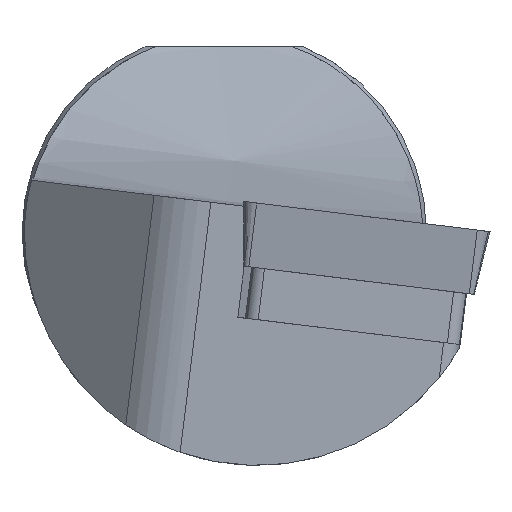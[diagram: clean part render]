
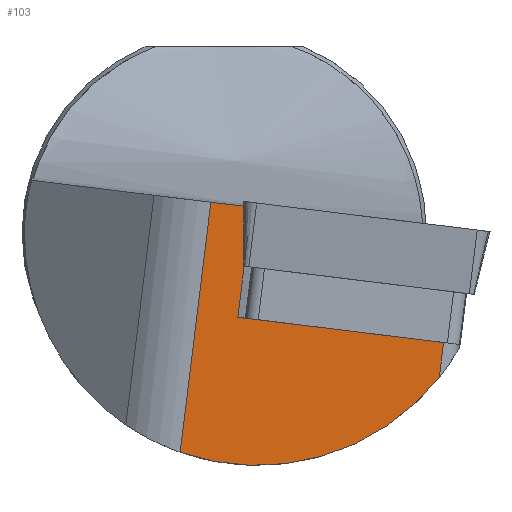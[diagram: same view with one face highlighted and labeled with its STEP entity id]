
A CAD part, left-side view. The second image highlights one B-rep face of the part: STEP entity #103.
In plain terms, the highlighted planar face has unit normal (-1, 0, 0).
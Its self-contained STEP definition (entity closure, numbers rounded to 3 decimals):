
#103=ADVANCED_FACE('',(#165),#143,.F.);
#143=PLANE('',#750);
#165=FACE_OUTER_BOUND('',#204,.T.);
#204=EDGE_LOOP('',(#298,#299,#300,#301,#302,#303,#304,#305));
#241=CIRCLE('',#749,14.375);
#298=ORIENTED_EDGE('',*,*,#534,.F.);
#299=ORIENTED_EDGE('',*,*,#559,.F.);
#300=ORIENTED_EDGE('',*,*,#552,.F.);
#301=ORIENTED_EDGE('',*,*,#549,.F.);
#302=ORIENTED_EDGE('',*,*,#560,.T.);
#303=ORIENTED_EDGE('',*,*,#561,.T.);
#304=ORIENTED_EDGE('',*,*,#562,.F.);
#305=ORIENTED_EDGE('',*,*,#563,.T.);
#468=VERTEX_POINT('',#1007);
#469=VERTEX_POINT('',#1008);
#475=VERTEX_POINT('',#1024);
#482=VERTEX_POINT('',#1042);
#483=VERTEX_POINT('',#1046);
#488=VERTEX_POINT('',#1072);
#489=VERTEX_POINT('',#1074);
#490=VERTEX_POINT('',#1076);
#534=EDGE_CURVE('',#468,#469,#634,.T.);
#549=EDGE_CURVE('',#482,#475,#646,.T.);
#552=EDGE_CURVE('',#475,#483,#649,.T.);
#559=EDGE_CURVE('',#483,#468,#652,.T.);
#560=EDGE_CURVE('',#482,#488,#653,.T.);
#561=EDGE_CURVE('',#488,#489,#241,.T.);
#562=EDGE_CURVE('',#490,#489,#654,.T.);
#563=EDGE_CURVE('',#490,#469,#655,.T.);
#634=LINE('',#1006,#686);
#646=LINE('',#1043,#698);
#649=LINE('',#1048,#701);
#652=LINE('',#1070,#704);
#653=LINE('',#1071,#705);
#654=LINE('',#1075,#706);
#655=LINE('',#1077,#707);
#686=VECTOR('',#814,1.);
#698=VECTOR('',#834,1.);
#701=VECTOR('',#839,1.);
#704=VECTOR('',#852,1.);
#705=VECTOR('',#853,1.);
#706=VECTOR('',#856,1.);
#707=VECTOR('',#857,1.);
#749=AXIS2_PLACEMENT_3D('',#1073,#854,#855);
#750=AXIS2_PLACEMENT_3D('',#1078,#858,#859);
#814=DIRECTION('',(0.,-0.993,-0.122));
#834=DIRECTION('',(0.,-0.993,-0.122));
#839=DIRECTION('',(0.,-0.019,-1.));
#852=DIRECTION('',(0.,0.122,-0.993));
#853=DIRECTION('',(0.,0.122,-0.993));
#854=DIRECTION('',(-1.,0.,0.));
#855=DIRECTION('',(0.,1.,0.));
#856=DIRECTION('',(0.,0.122,-0.993));
#857=DIRECTION('',(0.,0.993,0.122));
#858=DIRECTION('',(1.,0.,0.));
#859=DIRECTION('',(0.,1.,0.));
#1006=CARTESIAN_POINT('',(1.362,-13.549,-6.78));
#1007=CARTESIAN_POINT('',(1.362,-0.835,-5.219));
#1008=CARTESIAN_POINT('',(1.362,-1.571,-5.309));
#1024=CARTESIAN_POINT('',(1.362,-1.412,1.612));
#1042=CARTESIAN_POINT('',(1.362,0.832,1.887));
#1043=CARTESIAN_POINT('',(1.363,-14.384,0.019));
#1046=CARTESIAN_POINT('',(1.362,-1.446,-0.244));
#1048=CARTESIAN_POINT('',(1.362,-1.81,-19.724));
#1070=CARTESIAN_POINT('',(1.362,-2.663,9.669));
#1071=CARTESIAN_POINT('',(1.362,3.233,-17.666));
#1072=CARTESIAN_POINT('',(1.362,2.729,-13.566));
#1073=CARTESIAN_POINT('',(1.362,-2.025,0.));
#1074=CARTESIAN_POINT('',(1.362,-13.285,-8.937));
#1075=CARTESIAN_POINT('',(1.362,-11.983,-19.534));
#1076=CARTESIAN_POINT('',(1.362,-13.549,-6.78));
#1077=CARTESIAN_POINT('',(1.362,-13.549,-6.78));
#1078=CARTESIAN_POINT('',(1.362,-11.983,-19.534));
